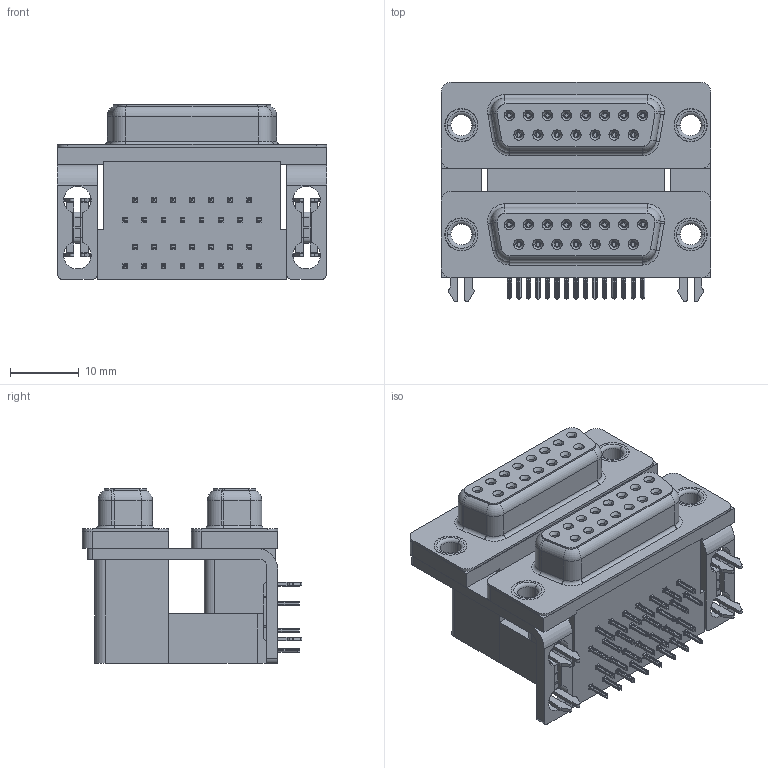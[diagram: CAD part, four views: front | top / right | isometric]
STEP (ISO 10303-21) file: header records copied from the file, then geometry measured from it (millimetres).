
FILE_DESCRIPTION (( 'STEP AP203' ), '1' );
FILE_NAME ('662-015-364-034.STEP', '2022-06-16T21:48:02', ( '' ), ( '' ), 'SwSTEP 2.0', 'SolidWorks 2020', '' );
FILE_SCHEMA (( 'CONFIG_CONTROL_DESIGN' ));
Length unit declared in the file: millimetre
Products named in the file (12): 662 Contact Top Upper_L; 662-015-364-034; 662 Housing Spacer_15 Contacts L; 662 Mounting Bracket_2ProngL; 662 Housing Upper_15 Contacts L; 662 Thru Hole Rivet; 662 Contact Top Lower; 662 2 Prong Board Lock_3; 662 Housing Lower_15 Contacts; 662 Contact Bottom Lower; 662 Shell_15 Contacts; 662 Contact Bottom Upper_L
Assembly tree (43 placements, depth 2):
  662-015-364-034
    662 Housing Lower_15 Contacts
    662 Housing Spacer_15 Contacts L
    662 Housing Upper_15 Contacts L
    662 Shell_15 Contacts  x2
    662 Contact Bottom Lower  x7
    662 Contact Top Lower  x8
    662 Contact Bottom Upper_L  x7
    662 Contact Top Upper_L  x8
    662 Mounting Bracket_2ProngL  x2
    662 2 Prong Board Lock_3  x2
    662 Thru Hole Rivet  x4
Bounding box: 39.19 x 31.93 x 25.4 mm (x, y, z)
Volume: 15355.5 mm3; surface area: 17542.9 mm2
Topology: 43 solids, 43 shells, 4930 faces, 12944 edges, 8140 vertices
Faces by surface type: plane 2298, cylinder 1188, bspline 1024, cone 360, torus 60
Entity records: 48910 total; most frequent: CARTESIAN_POINT 14278, ORIENTED_EDGE 6992, DIRECTION 6186, EDGE_CURVE 3496, LINE 2382, VECTOR 2382, VERTEX_POINT 2238, AXIS2_PLACEMENT_3D 1902
